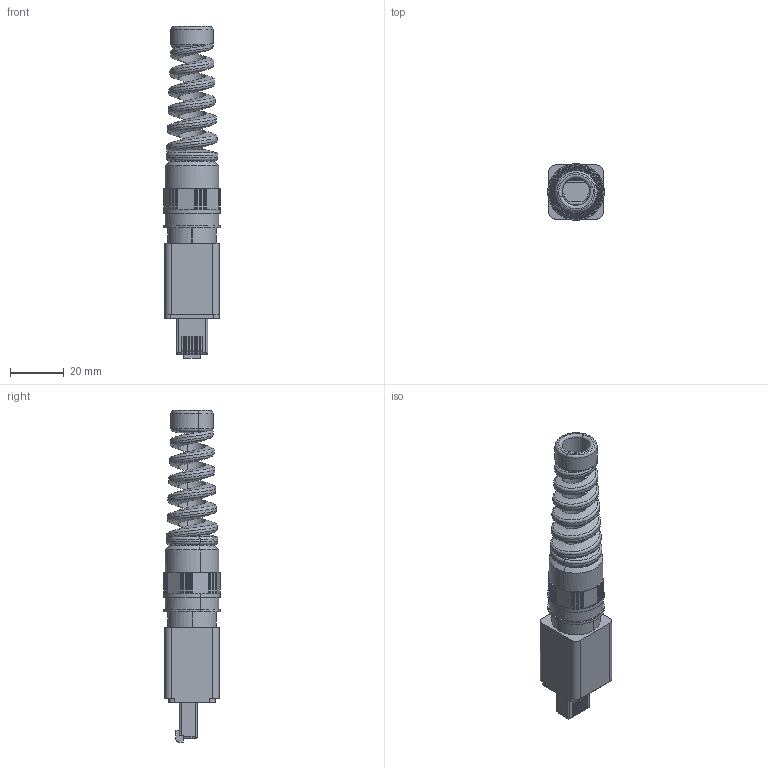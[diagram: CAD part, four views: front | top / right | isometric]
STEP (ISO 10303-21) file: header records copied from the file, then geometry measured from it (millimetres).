
FILE_DESCRIPTION(('CATIA V5 STEP Exchange','CAx-IF Rec.Pracs.--- Model Styling and Organization---1.5--- 2016-08-15','CAx-IF Rec.Pracs.---Supplemental Geometry---1.0---2011-11-01','CAx-IF Rec.Pracs.--- Composite Materials ---1.1---2010-07-15'),'2;1');
FILE_NAME ('028550-3_0', '2025-11-18T11:45:15+00:00', ('none'), ('Weidmueller'), 'CATIA Version 5-6 Release 2024 SP4', 'CATIA V5 STEP AP214 v3', 'none');
FILE_SCHEMA(('AUTOMOTIVE_DESIGN { 1 0 10303 214 1 1 1 1 }'));
Length unit declared in the file: millimetre
Products named in the file (1): 1963190000
Bounding box: 21 x 21 x 123.35 mm (x, y, z)
Volume: 18941.2 mm3; surface area: 16895.5 mm2
Topology: 1 solids, 3 shells, 560 faces, 1553 edges, 1000 vertices
Faces by surface type: plane 297, cylinder 162, torus 62, cone 26, bspline 7, extrusion 6
Entity records: 21480 total; most frequent: CARTESIAN_POINT 7591, ORIENTED_EDGE 3106, DIRECTION 2313, EDGE_CURVE 1553, VERTEX_POINT 1000, VECTOR 910, LINE 904, AXIS2_PLACEMENT_3D 903
